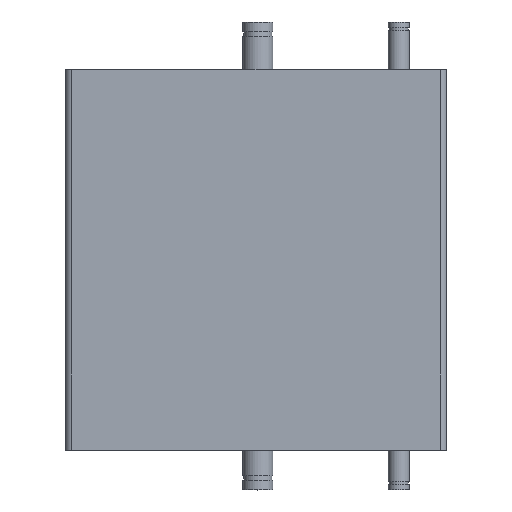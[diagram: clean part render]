
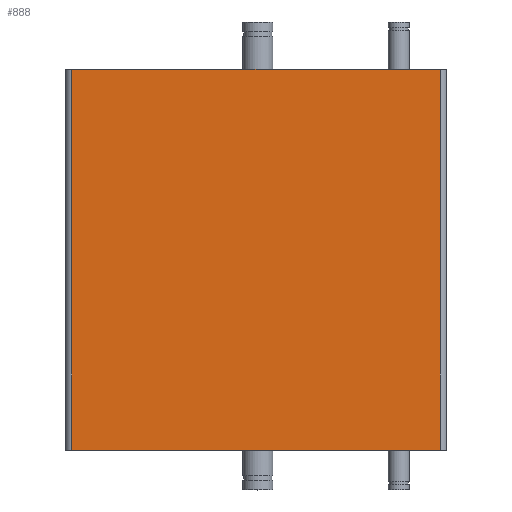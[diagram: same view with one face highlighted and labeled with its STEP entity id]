
A CAD part, top view. The second image highlights one B-rep face of the part: STEP entity #888.
In plain terms, the highlighted planar face has unit normal (0, 0, 1).
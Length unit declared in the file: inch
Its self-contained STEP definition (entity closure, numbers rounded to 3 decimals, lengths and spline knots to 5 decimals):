
#48=PLANE('',#980);
#91=FACE_OUTER_BOUND('',#155,.T.);
#155=EDGE_LOOP('',(#652,#653,#654,#655));
#251=LINE('',#1449,#312);
#252=LINE('',#1452,#313);
#253=LINE('',#1454,#314);
#254=LINE('',#1455,#315);
#312=VECTOR('',#1143,0.3937);
#313=VECTOR('',#1146,0.3937);
#314=VECTOR('',#1147,0.3937);
#315=VECTOR('',#1148,0.3937);
#430=VERTEX_POINT('',#1445);
#431=VERTEX_POINT('',#1447);
#432=VERTEX_POINT('',#1451);
#433=VERTEX_POINT('',#1453);
#521=EDGE_CURVE('',#430,#431,#251,.T.);
#522=EDGE_CURVE('',#432,#430,#252,.T.);
#523=EDGE_CURVE('',#433,#431,#253,.T.);
#524=EDGE_CURVE('',#432,#433,#254,.T.);
#652=ORIENTED_EDGE('',*,*,#522,.T.);
#653=ORIENTED_EDGE('',*,*,#521,.T.);
#654=ORIENTED_EDGE('',*,*,#523,.F.);
#655=ORIENTED_EDGE('',*,*,#524,.F.);
#888=ADVANCED_FACE('',(#91),#48,.T.);
#980=AXIS2_PLACEMENT_3D('',#1450,#1144,#1145);
#1143=DIRECTION('',(0.,-1.,0.));
#1144=DIRECTION('center_axis',(0.,0.,1.));
#1145=DIRECTION('ref_axis',(-1.,0.,0.));
#1146=DIRECTION('',(-1.,0.,0.));
#1147=DIRECTION('',(-1.,0.,0.));
#1148=DIRECTION('',(0.,-1.,0.));
#1445=CARTESIAN_POINT('',(0.375,24.,9.13));
#1447=CARTESIAN_POINT('',(0.375,0.,9.13));
#1449=CARTESIAN_POINT('',(0.375,24.,9.13));
#1450=CARTESIAN_POINT('Origin',(23.625,24.,9.13));
#1451=CARTESIAN_POINT('',(23.625,24.,9.13));
#1452=CARTESIAN_POINT('',(23.625,24.,9.13));
#1453=CARTESIAN_POINT('',(23.625,0.,9.13));
#1454=CARTESIAN_POINT('',(23.625,0.,9.13));
#1455=CARTESIAN_POINT('',(23.625,24.,9.13));
